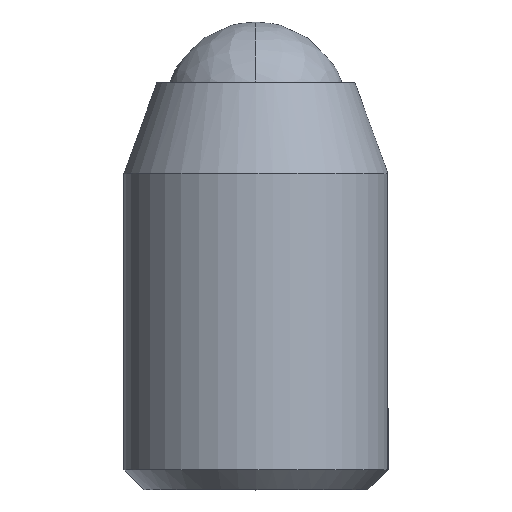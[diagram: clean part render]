
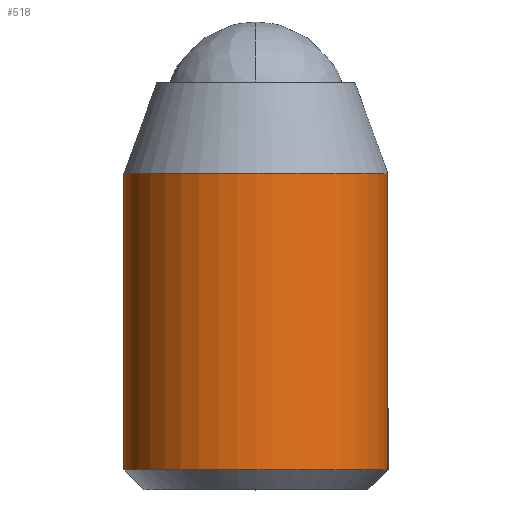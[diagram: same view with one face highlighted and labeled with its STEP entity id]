
A CAD part, top view. The second image highlights one B-rep face of the part: STEP entity #518.
In plain terms, the highlighted free-form (B-spline) face has degree [2, 1] with [5, 2] control points.
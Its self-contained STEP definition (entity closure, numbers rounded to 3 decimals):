
#313=CARTESIAN_POINT('',(-4.991,-3.434,0.305));
#314=VERTEX_POINT('',#313);
#320=CARTESIAN_POINT('',(0.0,-3.434,5.));
#321=VERTEX_POINT('',#320);
#322=CARTESIAN_POINT('',(0.0,-3.434,5.));
#323=CARTESIAN_POINT('',(-4.704,-3.434,5.));
#324=CARTESIAN_POINT('',(-4.991,-3.434,0.305));
#332=(BOUNDED_CURVE()B_SPLINE_CURVE(2,(#322,#323,#324),.UNSPECIFIED.,.F.,.U.)B_SPLINE_CURVE_WITH_KNOTS((3,3),(0.5,0.739),.UNSPECIFIED.)CURVE()GEOMETRIC_REPRESENTATION_ITEM()RATIONAL_B_SPLINE_CURVE((1.0,0.72,0.976))REPRESENTATION_ITEM(''));
#333=EDGE_CURVE('',#321,#314,#332,.T.);
#335=CARTESIAN_POINT('',(4.967,-3.434,0.57));
#336=VERTEX_POINT('',#335);
#337=CARTESIAN_POINT('',(4.967,-3.434,0.57));
#338=CARTESIAN_POINT('',(4.459,-3.434,5.));
#339=CARTESIAN_POINT('',(0.0,-3.434,5.));
#347=(BOUNDED_CURVE()B_SPLINE_CURVE(2,(#337,#338,#339),.UNSPECIFIED.,.F.,.U.)B_SPLINE_CURVE_WITH_KNOTS((3,3),(0.27,0.5),.UNSPECIFIED.)CURVE()GEOMETRIC_REPRESENTATION_ITEM()RATIONAL_B_SPLINE_CURVE((0.957,0.73,1.0))REPRESENTATION_ITEM(''));
#348=EDGE_CURVE('',#336,#321,#347,.T.);
#439=CARTESIAN_POINT('',(4.967,-3.154,0.571));
#440=CARTESIAN_POINT('',(4.489,-3.154,4.735));
#441=CARTESIAN_POINT('',(0.305,-3.154,4.991));
#442=CARTESIAN_POINT('',(-4.685,-3.154,5.296));
#443=CARTESIAN_POINT('',(-4.991,-3.154,0.305));
#444=CARTESIAN_POINT('',(4.967,-14.937,0.571));
#445=CARTESIAN_POINT('',(4.489,-14.937,4.735));
#446=CARTESIAN_POINT('',(0.305,-14.937,4.991));
#447=CARTESIAN_POINT('',(-4.685,-14.937,5.296));
#448=CARTESIAN_POINT('',(-4.991,-14.937,0.305));
#456=(BOUNDED_SURFACE()B_SPLINE_SURFACE(2,1,((#439,#444),(#440,#445),(#441,#446),(#442,#447),(#443,#448)),.UNSPECIFIED.,.F.,.F.,.U.)B_SPLINE_SURFACE_WITH_KNOTS((3,2,3),(2,2),(0.0,7.29,15.574),(0.0,11.783),.UNSPECIFIED.)GEOMETRIC_REPRESENTATION_ITEM()RATIONAL_B_SPLINE_SURFACE(((0.938,0.938),(0.742,0.742),(1.0,1.0),(0.707,0.707),(1.0,1.0)))REPRESENTATION_ITEM('')SURFACE());
#457=CARTESIAN_POINT('',(4.967,-14.65,0.571));
#458=VERTEX_POINT('',#457);
#459=CARTESIAN_POINT('',(0.0,-14.65,5.));
#460=VERTEX_POINT('',#459);
#461=CARTESIAN_POINT('',(4.967,-14.65,0.571));
#462=CARTESIAN_POINT('',(4.459,-14.65,5.));
#463=CARTESIAN_POINT('',(0.0,-14.65,5.));
#471=(BOUNDED_CURVE()B_SPLINE_CURVE(2,(#461,#462,#463),.UNSPECIFIED.,.F.,.U.)B_SPLINE_CURVE_WITH_KNOTS((3,3),(0.27,0.5),.UNSPECIFIED.)CURVE()GEOMETRIC_REPRESENTATION_ITEM()RATIONAL_B_SPLINE_CURVE((0.957,0.73,1.0))REPRESENTATION_ITEM(''));
#472=EDGE_CURVE('',#458,#460,#471,.T.);
#473=ORIENTED_EDGE('',*,*,#472,.F.);
#474=CARTESIAN_POINT('',(4.967,-3.434,0.57));
#475=CARTESIAN_POINT('',(4.967,-14.65,0.571));
#476=QUASI_UNIFORM_CURVE('',1,(#474,#475),.UNSPECIFIED.,.F.,.U.);
#477=EDGE_CURVE('',#336,#458,#476,.T.);
#478=ORIENTED_EDGE('',*,*,#477,.F.);
#479=ORIENTED_EDGE('',*,*,#348,.T.);
#480=ORIENTED_EDGE('',*,*,#333,.T.);
#481=CARTESIAN_POINT('',(-4.991,-14.65,0.305));
#482=VERTEX_POINT('',#481);
#483=CARTESIAN_POINT('',(-4.991,-3.434,0.305));
#484=CARTESIAN_POINT('',(-4.991,-14.65,0.305));
#485=QUASI_UNIFORM_CURVE('',1,(#483,#484),.UNSPECIFIED.,.F.,.U.);
#486=EDGE_CURVE('',#314,#482,#485,.T.);
#487=ORIENTED_EDGE('',*,*,#486,.T.);
#488=CARTESIAN_POINT('',(-4.985,-14.65,0.392));
#489=VERTEX_POINT('',#488);
#490=CARTESIAN_POINT('',(-4.985,-14.65,0.392));
#491=CARTESIAN_POINT('',(-4.988,-14.65,0.349));
#492=CARTESIAN_POINT('',(-4.991,-14.65,0.305));
#500=(BOUNDED_CURVE()B_SPLINE_CURVE(2,(#490,#491,#492),.UNSPECIFIED.,.F.,.U.)B_SPLINE_CURVE_WITH_KNOTS((3,3),(0.736,0.739),.UNSPECIFIED.)CURVE()GEOMETRIC_REPRESENTATION_ITEM()RATIONAL_B_SPLINE_CURVE((0.97,0.973,0.976))REPRESENTATION_ITEM(''));
#501=EDGE_CURVE('',#489,#482,#500,.T.);
#502=ORIENTED_EDGE('',*,*,#501,.F.);
#503=CARTESIAN_POINT('',(0.0,-14.65,5.));
#504=CARTESIAN_POINT('',(-4.622,-14.65,5.));
#505=CARTESIAN_POINT('',(-4.985,-14.65,0.392));
#513=(BOUNDED_CURVE()B_SPLINE_CURVE(2,(#503,#504,#505),.UNSPECIFIED.,.F.,.U.)B_SPLINE_CURVE_WITH_KNOTS((3,3),(0.5,0.736),.UNSPECIFIED.)CURVE()GEOMETRIC_REPRESENTATION_ITEM()RATIONAL_B_SPLINE_CURVE((1.0,0.723,0.97))REPRESENTATION_ITEM(''));
#514=EDGE_CURVE('',#460,#489,#513,.T.);
#515=ORIENTED_EDGE('',*,*,#514,.F.);
#516=EDGE_LOOP('',(#473,#478,#479,#480,#487,#502,#515));
#517=FACE_OUTER_BOUND('',#516,.T.);
#518=ADVANCED_FACE('',(#517),#456,.T.);
